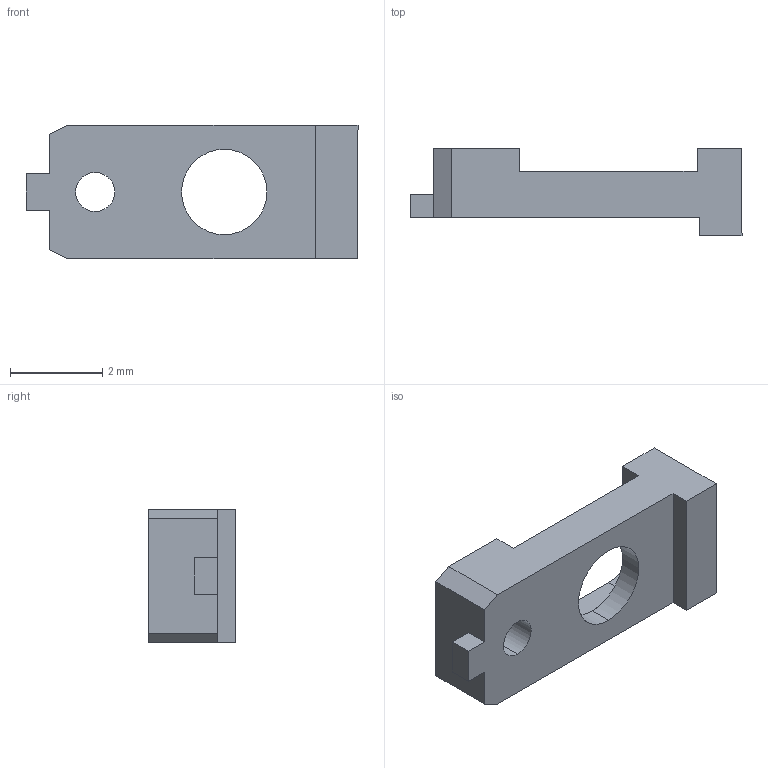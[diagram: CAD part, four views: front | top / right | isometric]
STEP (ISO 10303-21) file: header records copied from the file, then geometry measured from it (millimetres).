
FILE_DESCRIPTION (( 'STEP AP214' ), '1' );
FILE_NAME ('baseplate.STEP', '2023-04-14T18:02:02', ( '' ), ( '' ), 'SwSTEP 2.0', 'SolidWorks 2018', '' );
FILE_SCHEMA (( 'AUTOMOTIVE_DESIGN' ));
Length unit declared in the file: millimetre
Products named in the file (1): baseplate
Bounding box: 7.2 x 1.9 x 2.9 mm (x, y, z)
Volume: 18.8 mm3; surface area: 78.2 mm2
Topology: 1 solids, 1 shells, 32 faces, 84 edges, 54 vertices
Faces by surface type: plane 24, cylinder 8
Entity records: 1064 total; most frequent: CARTESIAN_POINT 171, DIRECTION 168, ORIENTED_EDGE 168, EDGE_CURVE 84, LINE 66, VECTOR 66, VERTEX_POINT 54, AXIS2_PLACEMENT_3D 51
